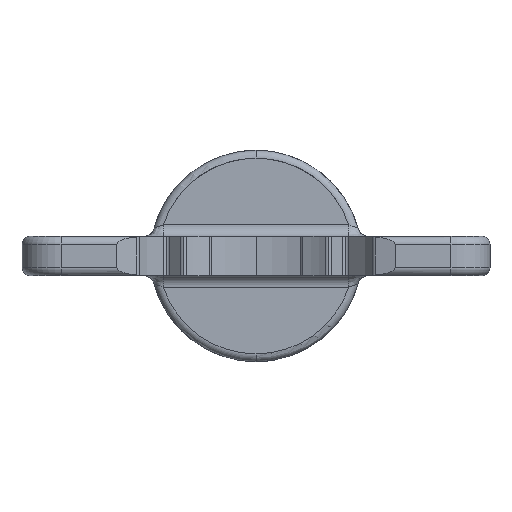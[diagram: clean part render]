
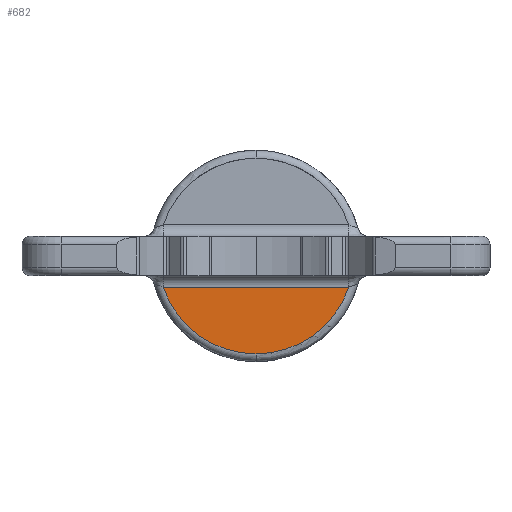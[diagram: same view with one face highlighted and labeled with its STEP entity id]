
A CAD part, left-side view. The second image highlights one B-rep face of the part: STEP entity #682.
In plain terms, the highlighted planar face has unit normal (-1, 0, 0).
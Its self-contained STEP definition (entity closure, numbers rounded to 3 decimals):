
#649=CARTESIAN_POINT('',(28.075,0.,13.5));
#650=DIRECTION('',(1.,0.,0.));
#651=DIRECTION('',(0.,0.,-1.));
#652=AXIS2_PLACEMENT_3D('',#649,#650,#651);
#653=PLANE('',#652);
#654=CARTESIAN_POINT('',(28.075,11.843,-4.));
#655=VERTEX_POINT('',#654);
#656=CARTESIAN_POINT('',(28.075,0.,-12.5));
#657=VERTEX_POINT('',#656);
#658=CARTESIAN_POINT('',(28.075,0.,0.));
#659=DIRECTION('',(-1.,0.,-0.));
#660=DIRECTION('',(0.,0.,-1.));
#661=AXIS2_PLACEMENT_3D('',#658,#659,#660);
#662=CIRCLE('',#661,12.5);
#663=EDGE_CURVE('',#655,#657,#662,.T.);
#664=ORIENTED_EDGE('',*,*,#663,.T.);
#665=CARTESIAN_POINT('',(28.075,-11.843,-4.));
#666=VERTEX_POINT('',#665);
#667=CARTESIAN_POINT('',(28.075,0.,0.));
#668=DIRECTION('',(-1.,0.,-0.));
#669=DIRECTION('',(0.,0.,-1.));
#670=AXIS2_PLACEMENT_3D('',#667,#668,#669);
#671=CIRCLE('',#670,12.5);
#672=EDGE_CURVE('',#657,#666,#671,.T.);
#673=ORIENTED_EDGE('',*,*,#672,.T.);
#674=CARTESIAN_POINT('',(28.075,-11.843,-4.));
#675=DIRECTION('',(-0.,1.,0.));
#676=VECTOR('',#675,23.685);
#677=LINE('',#674,#676);
#678=EDGE_CURVE('',#666,#655,#677,.T.);
#679=ORIENTED_EDGE('',*,*,#678,.T.);
#680=EDGE_LOOP('',(#664,#673,#679));
#681=FACE_BOUND('',#680,.T.);
#682=ADVANCED_FACE('',(#681),#653,.F.);
